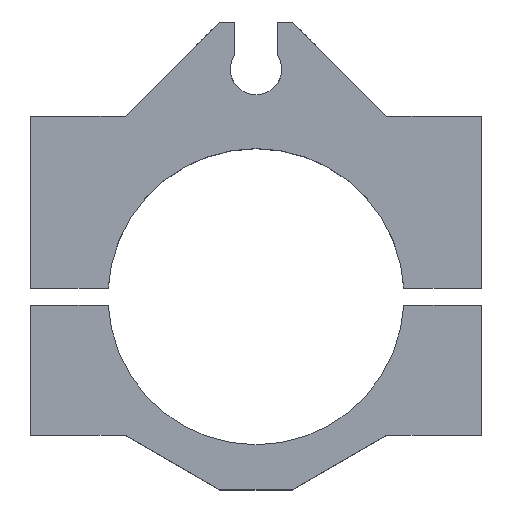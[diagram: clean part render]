
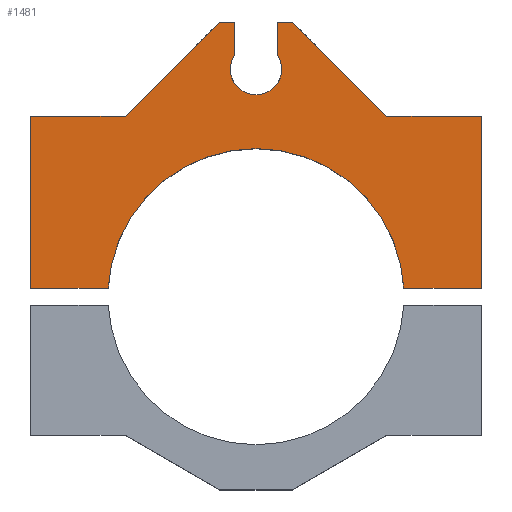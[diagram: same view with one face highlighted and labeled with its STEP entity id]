
A CAD part, top view. The second image highlights one B-rep face of the part: STEP entity #1481.
In plain terms, the highlighted planar face has unit normal (0, 0, 1).
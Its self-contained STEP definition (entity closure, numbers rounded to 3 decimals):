
#1 = ORIENTED_EDGE ( 'NONE', *, *, #1619, .F. ) ;
#2 = EDGE_CURVE ( 'NONE', #1207, #412, #1342, .T. ) ;
#21 = LINE ( 'NONE', #1291, #1182 ) ;
#28 = VECTOR ( 'NONE', #1258, 1000. ) ;
#62 = PLANE ( 'NONE',  #119 ) ;
#71 = CARTESIAN_POINT ( 'NONE',  ( 34.442, 2., 15. ) ) ;
#72 = ORIENTED_EDGE ( 'NONE', *, *, #897, .T. ) ;
#110 = DIRECTION ( 'NONE',  ( 0., 0., 1. ) ) ;
#113 = VERTEX_POINT ( 'NONE', #754 ) ;
#114 = CARTESIAN_POINT ( 'NONE',  ( 0., 42., 15. ) ) ;
#119 = AXIS2_PLACEMENT_3D ( 'NONE', #1248, #482, #860 ) ;
#130 = CARTESIAN_POINT ( 'NONE',  ( 0., 64., 15. ) ) ;
#135 = EDGE_CURVE ( 'NONE', #1053, #607, #419, .T. ) ;
#140 = LINE ( 'NONE', #920, #1539 ) ;
#150 = DIRECTION ( 'NONE',  ( 1., 0., 0. ) ) ;
#152 = ORIENTED_EDGE ( 'NONE', *, *, #224, .F. ) ;
#155 = DIRECTION ( 'NONE',  ( 1., 0., 0. ) ) ;
#164 = LINE ( 'NONE', #1500, #1139 ) ;
#194 = VERTEX_POINT ( 'NONE', #619 ) ;
#208 = EDGE_CURVE ( 'NONE', #1433, #1303, #140, .T. ) ;
#224 = EDGE_CURVE ( 'NONE', #1598, #1548, #1456, .T. ) ;
#238 = DIRECTION ( 'NONE',  ( 1., 0., 0. ) ) ;
#240 = DIRECTION ( 'NONE',  ( 1., 0., 0. ) ) ;
#241 = DIRECTION ( 'NONE',  ( 0.707, -0.707, 0. ) ) ;
#248 = EDGE_CURVE ( 'NONE', #416, #407, #1569, .T. ) ;
#251 = CARTESIAN_POINT ( 'NONE',  ( 0., 0., 15. ) ) ;
#256 = CARTESIAN_POINT ( 'NONE',  ( -52.5, 2., 15. ) ) ;
#273 = LINE ( 'NONE', #1093, #1576 ) ;
#277 = CARTESIAN_POINT ( 'NONE',  ( -6., 53., 15. ) ) ;
#314 = CARTESIAN_POINT ( 'NONE',  ( 5., 56.317, 15. ) ) ;
#334 = VERTEX_POINT ( 'NONE', #689 ) ;
#407 = VERTEX_POINT ( 'NONE', #314 ) ;
#412 = VERTEX_POINT ( 'NONE', #1621 ) ;
#416 = VERTEX_POINT ( 'NONE', #1083 ) ;
#419 = LINE ( 'NONE', #114, #1246 ) ;
#424 = LINE ( 'NONE', #1644, #443 ) ;
#443 = VECTOR ( 'NONE', #241, 1000. ) ;
#468 = DIRECTION ( 'NONE',  ( 1., 0., 0. ) ) ;
#482 = DIRECTION ( 'NONE',  ( 0., 0., 1. ) ) ;
#497 = DIRECTION ( 'NONE',  ( 1., 0., 0. ) ) ;
#503 = DIRECTION ( 'NONE',  ( 0., 0., 1. ) ) ;
#505 = ORIENTED_EDGE ( 'NONE', *, *, #135, .F. ) ;
#509 = CARTESIAN_POINT ( 'NONE',  ( 0., 53., 15. ) ) ;
#521 = AXIS2_PLACEMENT_3D ( 'NONE', #251, #110, #238 ) ;
#535 = CARTESIAN_POINT ( 'NONE',  ( 52.5, 2., 15. ) ) ;
#544 = DIRECTION ( 'NONE',  ( 0., -1., 0. ) ) ;
#548 = ORIENTED_EDGE ( 'NONE', *, *, #1022, .T. ) ;
#550 = DIRECTION ( 'NONE',  ( 1., 0., 0. ) ) ;
#577 = EDGE_CURVE ( 'NONE', #334, #1494, #1557, .T. ) ;
#607 = VERTEX_POINT ( 'NONE', #1578 ) ;
#610 = VECTOR ( 'NONE', #544, 1000. ) ;
#619 = CARTESIAN_POINT ( 'NONE',  ( 30.5, 42., 15. ) ) ;
#689 = CARTESIAN_POINT ( 'NONE',  ( -5., 56.317, 15. ) ) ;
#700 = EDGE_CURVE ( 'NONE', #607, #1433, #273, .T. ) ;
#710 = CARTESIAN_POINT ( 'NONE',  ( 0., 42., 15. ) ) ;
#734 = LINE ( 'NONE', #710, #1156 ) ;
#754 = CARTESIAN_POINT ( 'NONE',  ( 5., 64., 15. ) ) ;
#762 = ORIENTED_EDGE ( 'NONE', *, *, #577, .F. ) ;
#766 = DIRECTION ( 'NONE',  ( 1., 0., 0. ) ) ;
#775 = LINE ( 'NONE', #130, #1078 ) ;
#777 = CARTESIAN_POINT ( 'NONE',  ( -52.5, 0., 15. ) ) ;
#796 = CARTESIAN_POINT ( 'NONE',  ( 52.5, 0., 15. ) ) ;
#825 = ORIENTED_EDGE ( 'NONE', *, *, #1618, .T. ) ;
#827 = VECTOR ( 'NONE', #1502, 1000. ) ;
#835 = EDGE_CURVE ( 'NONE', #194, #1598, #734, .T. ) ;
#860 = DIRECTION ( 'NONE',  ( 1., 0., 0. ) ) ;
#897 = EDGE_CURVE ( 'NONE', #1207, #1548, #1210, .T. ) ;
#914 = CARTESIAN_POINT ( 'NONE',  ( 52.5, 42., 15. ) ) ;
#916 = EDGE_CURVE ( 'NONE', #334, #1303, #164, .T. ) ;
#920 = CARTESIAN_POINT ( 'NONE',  ( 0., 64., 15. ) ) ;
#922 = VERTEX_POINT ( 'NONE', #256 ) ;
#924 = DIRECTION ( 'NONE',  ( 0., 0., 1. ) ) ;
#934 = EDGE_CURVE ( 'NONE', #1053, #922, #1113, .T. ) ;
#972 = EDGE_CURVE ( 'NONE', #1200, #194, #424, .T. ) ;
#988 = EDGE_LOOP ( 'NONE', ( #1497, #1194, #1163, #505, #1552, #825, #1136, #72, #152, #1423, #1145, #1484, #548, #1056, #1, #762 ) ) ;
#990 = CARTESIAN_POINT ( 'NONE',  ( 5., -45.001, 15. ) ) ;
#1022 = EDGE_CURVE ( 'NONE', #113, #407, #1613, .T. ) ;
#1027 = DIRECTION ( 'NONE',  ( 1., 0., 0. ) ) ;
#1053 = VERTEX_POINT ( 'NONE', #1125 ) ;
#1056 = ORIENTED_EDGE ( 'NONE', *, *, #248, .F. ) ;
#1078 = VECTOR ( 'NONE', #1027, 1000. ) ;
#1083 = CARTESIAN_POINT ( 'NONE',  ( 6., 53., 15. ) ) ;
#1090 = AXIS2_PLACEMENT_3D ( 'NONE', #1181, #1176, #550 ) ;
#1093 = CARTESIAN_POINT ( 'NONE',  ( -36.25, 36.25, 15. ) ) ;
#1113 = LINE ( 'NONE', #777, #827 ) ;
#1125 = CARTESIAN_POINT ( 'NONE',  ( -52.5, 42., 15. ) ) ;
#1136 = ORIENTED_EDGE ( 'NONE', *, *, #2, .F. ) ;
#1139 = VECTOR ( 'NONE', #1616, 1000. ) ;
#1140 = CARTESIAN_POINT ( 'NONE',  ( 0., 2., 15. ) ) ;
#1145 = ORIENTED_EDGE ( 'NONE', *, *, #972, .F. ) ;
#1156 = VECTOR ( 'NONE', #468, 1000. ) ;
#1163 = ORIENTED_EDGE ( 'NONE', *, *, #700, .F. ) ;
#1167 = CARTESIAN_POINT ( 'NONE',  ( 0., 53., 15. ) ) ;
#1171 = AXIS2_PLACEMENT_3D ( 'NONE', #1167, #924, #155 ) ;
#1176 = DIRECTION ( 'NONE',  ( 0., 0., 1. ) ) ;
#1181 = CARTESIAN_POINT ( 'NONE',  ( 0., 53., 15. ) ) ;
#1182 = VECTOR ( 'NONE', #150, 1000. ) ;
#1194 = ORIENTED_EDGE ( 'NONE', *, *, #208, .F. ) ;
#1198 = DIRECTION ( 'NONE',  ( 0.707, 0.707, 0. ) ) ;
#1200 = VERTEX_POINT ( 'NONE', #1254 ) ;
#1207 = VERTEX_POINT ( 'NONE', #71 ) ;
#1210 = LINE ( 'NONE', #1140, #28 ) ;
#1246 = VECTOR ( 'NONE', #240, 1000. ) ;
#1248 = CARTESIAN_POINT ( 'NONE',  ( 0., 0., 15. ) ) ;
#1253 = DIRECTION ( 'NONE',  ( 0., -1., 0. ) ) ;
#1254 = CARTESIAN_POINT ( 'NONE',  ( 8.5, 64., 15. ) ) ;
#1258 = DIRECTION ( 'NONE',  ( 1., 0., 0. ) ) ;
#1290 = AXIS2_PLACEMENT_3D ( 'NONE', #509, #503, #497 ) ;
#1291 = CARTESIAN_POINT ( 'NONE',  ( 0., 2., 15. ) ) ;
#1292 = VECTOR ( 'NONE', #1253, 1000. ) ;
#1303 = VERTEX_POINT ( 'NONE', #1419 ) ;
#1342 = CIRCLE ( 'NONE', #521, 34.5 ) ;
#1419 = CARTESIAN_POINT ( 'NONE',  ( -5., 64., 15. ) ) ;
#1423 = ORIENTED_EDGE ( 'NONE', *, *, #835, .F. ) ;
#1433 = VERTEX_POINT ( 'NONE', #1459 ) ;
#1456 = LINE ( 'NONE', #796, #610 ) ;
#1459 = CARTESIAN_POINT ( 'NONE',  ( -8.5, 64., 15. ) ) ;
#1481 = ADVANCED_FACE ( 'NONE', ( #1589 ), #62, .T. ) ;
#1482 = EDGE_CURVE ( 'NONE', #113, #1200, #775, .T. ) ;
#1484 = ORIENTED_EDGE ( 'NONE', *, *, #1482, .F. ) ;
#1494 = VERTEX_POINT ( 'NONE', #277 ) ;
#1497 = ORIENTED_EDGE ( 'NONE', *, *, #916, .T. ) ;
#1498 = CIRCLE ( 'NONE', #1171, 6. ) ;
#1500 = CARTESIAN_POINT ( 'NONE',  ( -5., -45.001, 15. ) ) ;
#1502 = DIRECTION ( 'NONE',  ( 0., -1., 0. ) ) ;
#1539 = VECTOR ( 'NONE', #766, 1000. ) ;
#1548 = VERTEX_POINT ( 'NONE', #535 ) ;
#1552 = ORIENTED_EDGE ( 'NONE', *, *, #934, .T. ) ;
#1557 = CIRCLE ( 'NONE', #1290, 6. ) ;
#1569 = CIRCLE ( 'NONE', #1090, 6. ) ;
#1576 = VECTOR ( 'NONE', #1198, 1000. ) ;
#1578 = CARTESIAN_POINT ( 'NONE',  ( -30.5, 42., 15. ) ) ;
#1589 = FACE_OUTER_BOUND ( 'NONE', #988, .T. ) ;
#1598 = VERTEX_POINT ( 'NONE', #914 ) ;
#1613 = LINE ( 'NONE', #990, #1292 ) ;
#1616 = DIRECTION ( 'NONE',  ( 0., 1., 0. ) ) ;
#1618 = EDGE_CURVE ( 'NONE', #922, #412, #21, .T. ) ;
#1619 = EDGE_CURVE ( 'NONE', #1494, #416, #1498, .T. ) ;
#1621 = CARTESIAN_POINT ( 'NONE',  ( -34.442, 2., 15. ) ) ;
#1644 = CARTESIAN_POINT ( 'NONE',  ( 36.25, 36.25, 15. ) ) ;
